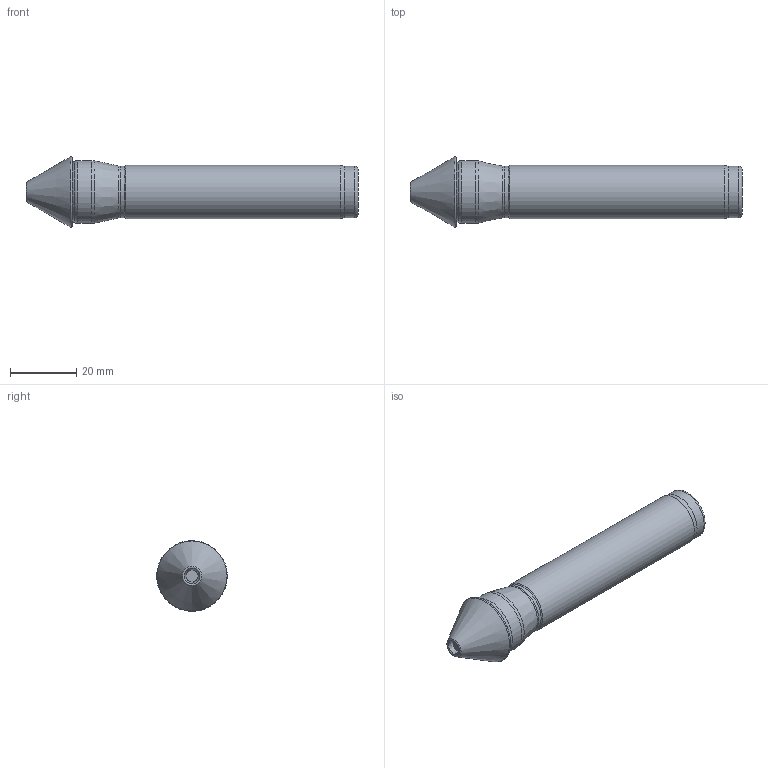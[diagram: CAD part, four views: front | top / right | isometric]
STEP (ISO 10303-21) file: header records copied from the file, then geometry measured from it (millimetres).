
FILE_DESCRIPTION(/* description */ (''),/* implementation_level */ '2;1');
FILE_NAME(/* name */ 'ACM30-TC16-D6X20-W16-L100-Z01.stp',/* time_stamp */ '2023-10-09T04:35:33+03:00',/* author */ (''),/* organization */ (''),/* preprocessor_version */ 'ST-DEVELOPER v19.4',/* originating_system */ 'SIEMENS PLM Software NX2306.3001',/* authorisation */ '');
FILE_SCHEMA (('AUTOMOTIVE_DESIGN { 1 0 10303 214 3 1 1 1 }'));
Length unit declared in the file: millimetre
Products named in the file (1): ACM30-TC16-D6X20-W16-L100-Z01
Bounding box: 100 x 21.23 x 21.23 mm (x, y, z)
Volume: 20816.8 mm3; surface area: 6578.9 mm2
Topology: 2 solids, 2 shells, 21 faces, 43 edges, 24 vertices
Faces by surface type: revolution 6, torus 4, cylinder 4, cone 4, plane 2, bspline 1
Full cylindrical faces by diameter (mm): 15.5 x2, 16 x1, 18.9 x1
Entity records: 606 total; most frequent: CARTESIAN_POINT 106, DIRECTION 84, EDGE_LOOP 40, ORIENTED_EDGE 40, FACE_BOUND 38, AXIS2_PLACEMENT_3D 38, CIRCLE 23, ADVANCED_FACE 21
